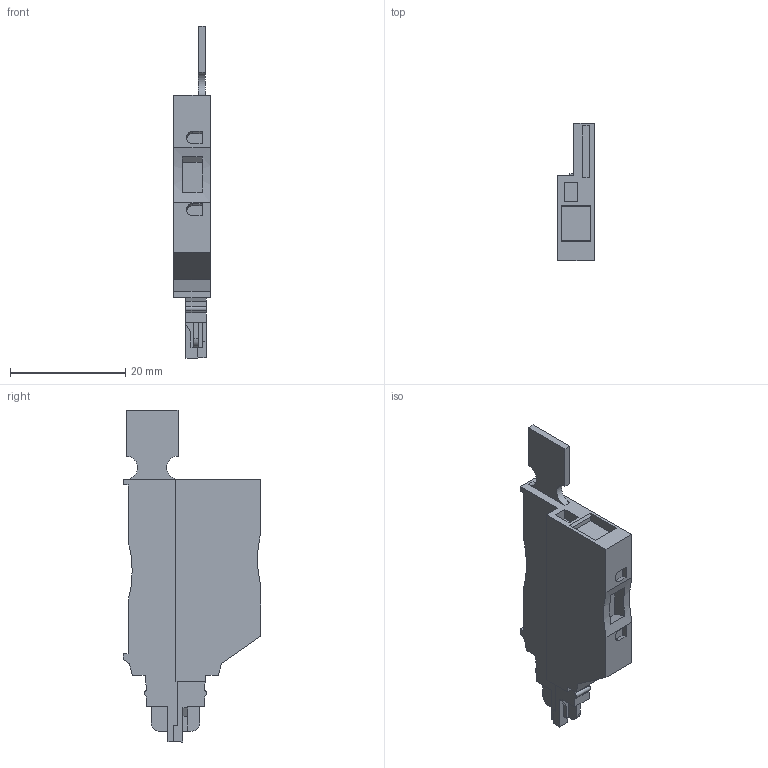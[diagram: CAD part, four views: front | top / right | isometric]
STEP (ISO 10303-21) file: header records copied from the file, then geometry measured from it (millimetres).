
FILE_DESCRIPTION(('Creo Elements/Direct Modeling STEP Export'),'2;1');
FILE_NAME('model.stp','2019-11-27T 0:25:18',(''),(''),'Creo Elements/Direct Modeling STEP processor for AP214 (Solid Model)','Creo Elements/Direct Modeling 20.1A 29-Sep-2018 (C) Parametric Technology GmbH','');
FILE_SCHEMA(('AUTOMOTIVE_DESIGN { 1 0 10303 214 1 1 1 1 }'));
Length unit declared in the file: millimetre
Products named in the file (2): P_FU_5x20_LED_60_5-select
Assembly tree (1 placements, depth 2):
  P_FU_5x20_LED_60_5-select
    P_FU_5x20_LED_60_5-select
Bounding box: 6.35 x 23.85 x 57.55 mm (x, y, z)
Volume: 4192.3 mm3; surface area: 2780.7 mm2
Topology: 1 solids, 1 shells, 106 faces, 290 edges, 192 vertices
Faces by surface type: plane 96, cylinder 10
Entity records: 4155 total; most frequent: CARTESIAN_POINT 581, ORIENTED_EDGE 580, DIRECTION 513, EDGE_CURVE 290, VECTOR 265, LINE 265, VERTEX_POINT 192, AXIS2_PLACEMENT_3D 124
